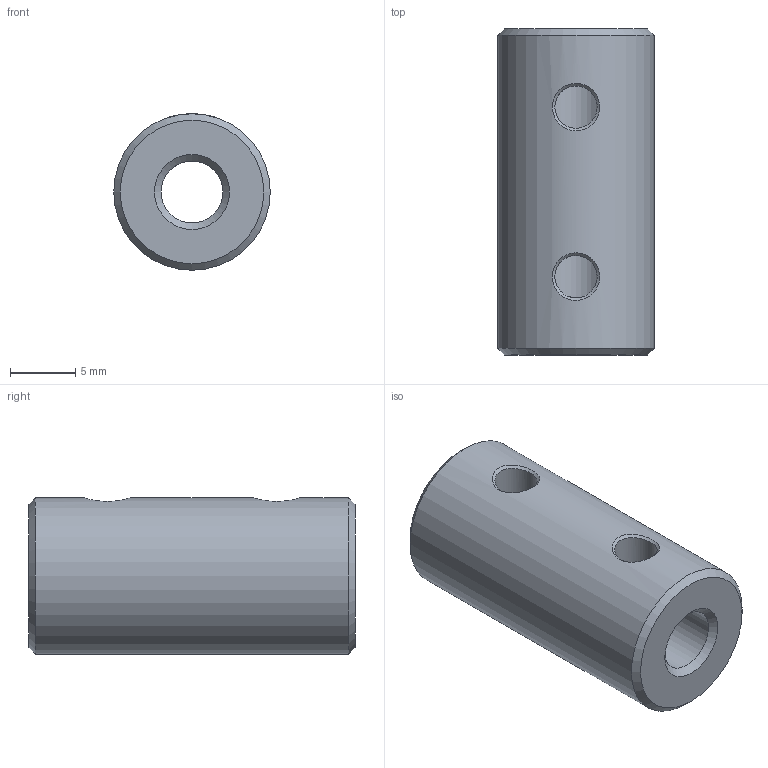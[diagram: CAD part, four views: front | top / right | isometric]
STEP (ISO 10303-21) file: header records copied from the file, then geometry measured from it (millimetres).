
FILE_DESCRIPTION(/* description */ (''),/* implementation_level */ '2;1');
FILE_NAME(/* name */ 'Tetrix_739275_Body.ipt.stp',/* time_stamp */ '2014-12-18T17:47:45-08:00',/* author */ ('Autodesk Inc.'),/* organization */ (''),/* preprocessor_version */ 'ST-DEVELOPER v15.6',/* originating_system */ 'Autodesk Inventor 2015',/* authorisation */ '');
FILE_SCHEMA (('AUTOMOTIVE_DESIGN { 1 0 10303 214 3 1 1 }'));
Length unit declared in the file: millimetre
Products named in the file (1): Tetrix_739275_Body
Bounding box: 12 x 25 x 12 mm (x, y, z)
Volume: 2309.5 mm3; surface area: 1516.2 mm2
Topology: 1 solids, 1 shells, 12 faces, 27 edges, 17 vertices
Faces by surface type: cylinder 4, cone 4, bspline 2, plane 2
Full cylindrical faces by diameter (mm): 3.242 x2, 4.75 x1, 12 x1
Entity records: 616 total; most frequent: CARTESIAN_POINT 373, DIRECTION 40, ORIENTED_EDGE 32, EDGE_LOOP 26, AXIS2_PLACEMENT_3D 19, EDGE_CURVE 16, FACE_BOUND 14, VERTEX_POINT 14
